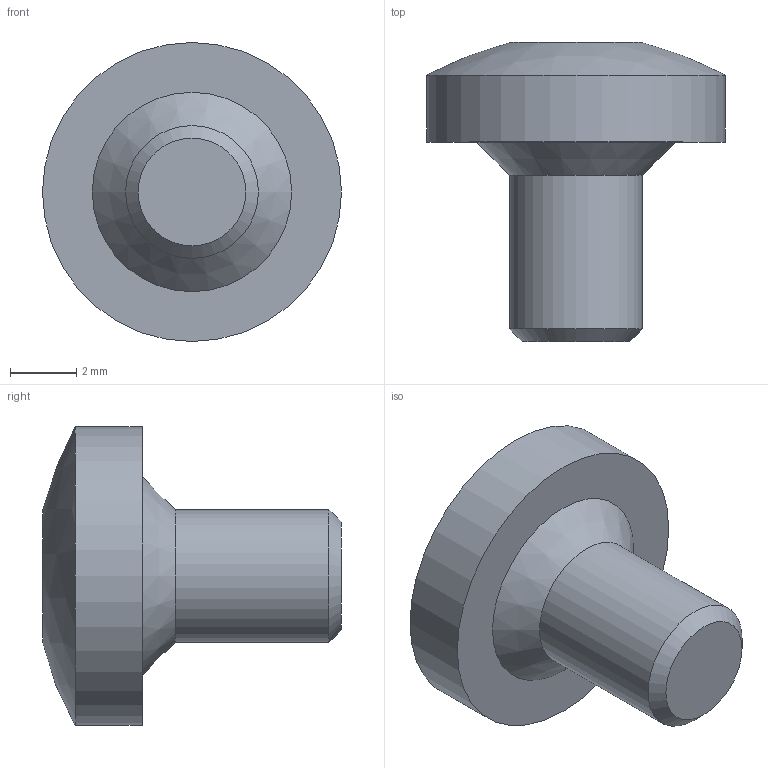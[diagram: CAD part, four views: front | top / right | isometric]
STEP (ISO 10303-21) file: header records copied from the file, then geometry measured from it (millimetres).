
FILE_DESCRIPTION(/* description */ (''),/* implementation_level */ '2;1');
FILE_NAME(/* name */ '86000150_BFS_M_1500.stp',/* time_stamp */ '2014-12-05T11:35:52+01:00',/* author */ ('Watermann'),/* organization */ (''),/* preprocessor_version */ 'ST-DEVELOPER v15.6',/* originating_system */ 'Autodesk Inventor 2015',/* authorisation */ '');
FILE_SCHEMA (('AUTOMOTIVE_DESIGN { 1 0 10303 214 3 1 1 }'));
Length unit declared in the file: millimetre
Products named in the file (1): SHR_Z_M4X6_SO_3D_BFS_1500
Bounding box: 9 x 9 x 9 mm (x, y, z)
Volume: 234.6 mm3; surface area: 272.2 mm2
Topology: 1 solids, 1 shells, 25 faces, 61 edges, 38 vertices
Faces by surface type: cylinder 14, cone 8, plane 2, sphere 1
Full cylindrical faces by diameter (mm): 4 x1, 9 x1
Entity records: 881 total; most frequent: CARTESIAN_POINT 307, ORIENTED_EDGE 110, DIRECTION 88, EDGE_CURVE 55, AXIS2_PLACEMENT_3D 38, VERTEX_POINT 37, B_SPLINE_CURVE_WITH_KNOTS 31, EDGE_LOOP 31
